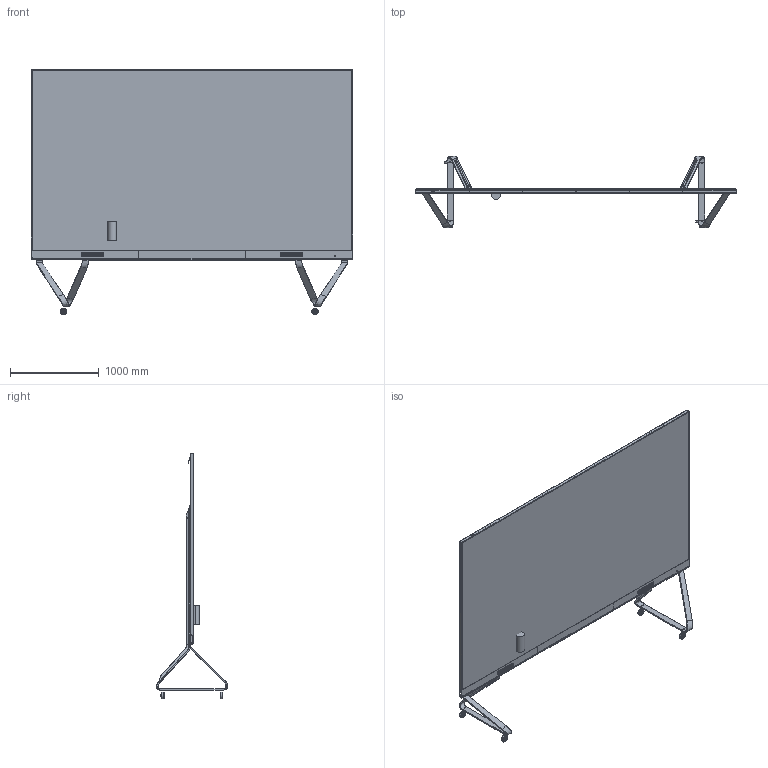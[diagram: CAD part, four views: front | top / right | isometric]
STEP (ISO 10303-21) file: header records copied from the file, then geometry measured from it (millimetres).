
FILE_DESCRIPTION((''),'2;1');
FILE_NAME('SINGLE_ASM','2020-06-02T',('ChenPet'),(''),'PRO/ENGINEER BY PARAMETRIC TECHNOLOGY CORPORATION, 2009440','PRO/ENGINEER BY PARAMETRIC TECHNOLOGY CORPORATION, 2009440','');
FILE_SCHEMA(('CONFIG_CONTROL_DESIGN'));
Products named in the file (3): _SINGLE_FEET; _SINGLE_MAIN; SINGLE_ASM
Assembly tree (2 placements, depth 2):
  SINGLE_ASM
    _SINGLE_FEET
    _SINGLE_MAIN
Bounding box: 3620.95 x 808.82 x 2764.08 mm (x, y, z)
Surface area: 35217200.4 mm2 (no closed solid volume)
Topology: 0 solids, 67 shells, 4060 faces, 15818 edges, 11894 vertices
Faces by surface type: plane 1843, cylinder 1799, cone 268, bspline 110, torus 33, extrusion 5, sphere 2
Entity records: 187099 total; most frequent: CARTESIAN_POINT 43742, DIRECTION 30249, ORIENTED_EDGE 27921, EDGE_CURVE 15816, VERTEX_POINT 11895, AXIS2_PLACEMENT_3D 10808, VECTOR 8633, LINE 8628
